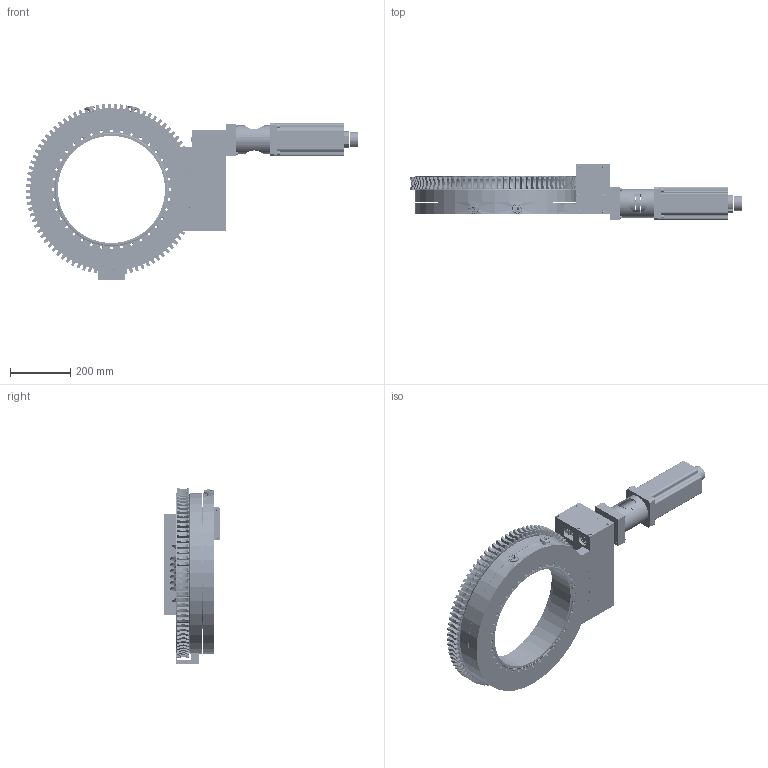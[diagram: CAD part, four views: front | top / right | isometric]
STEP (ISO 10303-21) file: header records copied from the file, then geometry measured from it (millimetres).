
FILE_DESCRIPTION (( 'STEP AP214' ), '1' );
FILE_NAME ('QN110149-01, RNN-1400_MS_S.STEP', '2018-01-29T22:58:25', ( '' ), ( '' ), 'SwSTEP 2.0', 'SolidWorks 2010', '' );
FILE_SCHEMA (( 'AUTOMOTIVE_DESIGN' ));
Length unit declared in the file: inch
Products named in the file (1): QN110149-01, RNN-1400_MS_S
Bounding box: 1103.78 x 185.1 x 585.22 mm (x, y, z)
Surface area: 1775434.3 mm2 (no closed solid volume)
Topology: 0 solids, 359 shells, 2331 faces, 12408 edges, 9873 vertices
Faces by surface type: cylinder 931, plane 783, bspline 234, cone 229, torus 154
Entity records: 312471 total; most frequent: CARTESIAN_POINT 191611, DIRECTION 17391, ORIENTED_EDGE 17007, EDGE_CURVE 12340, VERTEX_POINT 9873, AXIS2_PLACEMENT_3D 5830, VECTOR 5731, LINE 5731
